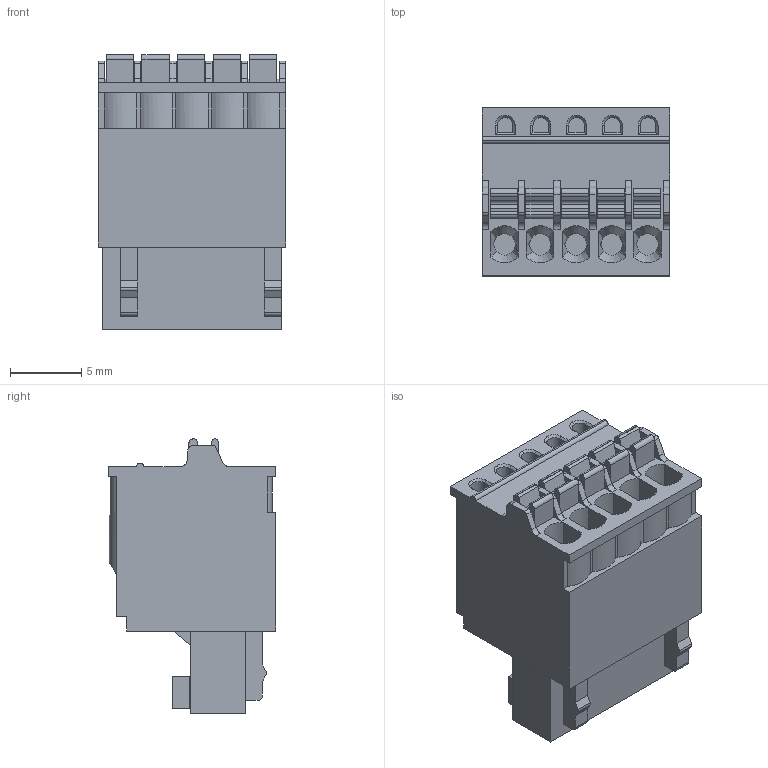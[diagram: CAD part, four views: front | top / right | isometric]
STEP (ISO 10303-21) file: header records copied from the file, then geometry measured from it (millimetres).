
FILE_DESCRIPTION(('CATIA V5R24 STEP','CAx-IF Rec.Pracs.--- Model Styling and Organization---1.2---2011-12-15'),'2;1');
FILE_NAME ('D1462119_0_2439680000_2439680000.stp','2016-04-19T12:25:07+00:00',('none'),('Weidmueller'),'CATIA Version 5-6 Release 2014 SP4','CATIA V5 STEP AP214','none');
FILE_SCHEMA(('AUTOMOTIVE_DESIGN { 1 0 10303 214 1 1 1 1 }'));
Length unit declared in the file: millimetre
Products named in the file (1): 2439680000_BLF 2.50/05/180 SN BK BX
Bounding box: 13.1 x 11.75 x 19.2 mm (x, y, z)
Volume: 1860.6 mm3; surface area: 1597.1 mm2
Topology: 1 solids, 1 shells, 366 faces, 953 edges, 618 vertices
Faces by surface type: plane 210, cylinder 116, cone 30, bspline 10
Entity records: 12265 total; most frequent: CARTESIAN_POINT 3551, ORIENTED_EDGE 1906, DIRECTION 1545, EDGE_CURVE 953, VECTOR 667, LINE 667, VERTEX_POINT 618, AXIS2_PLACEMENT_3D 523
